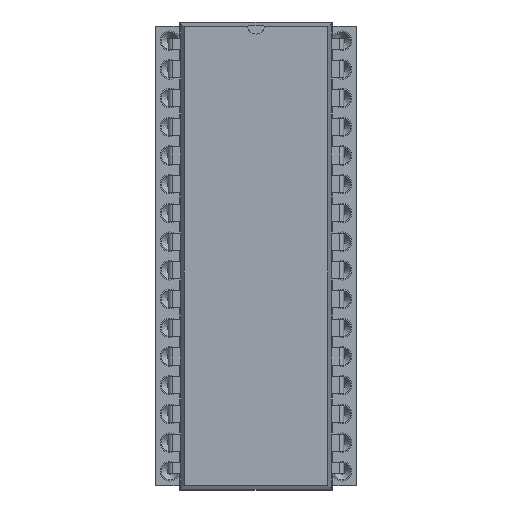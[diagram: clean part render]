
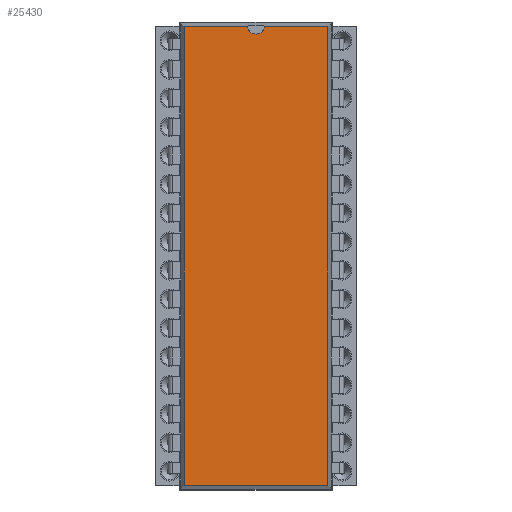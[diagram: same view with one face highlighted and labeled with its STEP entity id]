
A CAD part, top view. The second image highlights one B-rep face of the part: STEP entity #25430.
In plain terms, the highlighted planar face has unit normal (0, 0, 1).
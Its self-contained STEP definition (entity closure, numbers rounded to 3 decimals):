
#18634 = VERTEX_POINT('',#18635);
#18635 = CARTESIAN_POINT('',(13.952,1.252,3.68));
#18640 = EDGE_CURVE('',#18641,#18634,#18643,.T.);
#18641 = VERTEX_POINT('',#18642);
#18642 = CARTESIAN_POINT('',(13.952,-39.352,3.68));
#18643 = LINE('',#18644,#18645);
#18644 = CARTESIAN_POINT('',(13.952,-39.352,3.68));
#18645 = VECTOR('',#18646,1.);
#18646 = DIRECTION('',(0.,1.,0.));
#21800 = VERTEX_POINT('',#21801);
#21801 = CARTESIAN_POINT('',(1.288,1.252,3.68));
#21806 = EDGE_CURVE('',#21807,#21800,#21809,.T.);
#21807 = VERTEX_POINT('',#21808);
#21808 = CARTESIAN_POINT('',(6.874,1.252,3.68));
#21809 = LINE('',#21810,#21811);
#21810 = CARTESIAN_POINT('',(13.952,1.252,3.68));
#21811 = VECTOR('',#21812,1.);
#21812 = DIRECTION('',(-1.,0.,0.));
#22027 = VERTEX_POINT('',#22028);
#22028 = CARTESIAN_POINT('',(8.366,1.252,3.68));
#22132 = EDGE_CURVE('',#18634,#22027,#22133,.T.);
#22133 = LINE('',#22134,#22135);
#22134 = CARTESIAN_POINT('',(13.952,1.252,3.68));
#22135 = VECTOR('',#22136,1.);
#22136 = DIRECTION('',(-1.,0.,0.));
#22260 = VERTEX_POINT('',#22261);
#22261 = CARTESIAN_POINT('',(1.288,-39.352,3.68));
#22266 = EDGE_CURVE('',#21800,#22260,#22267,.T.);
#22267 = LINE('',#22268,#22269);
#22268 = CARTESIAN_POINT('',(1.288,1.252,3.68));
#22269 = VECTOR('',#22270,1.);
#22270 = DIRECTION('',(0.,-1.,0.));
#25419 = EDGE_CURVE('',#22260,#18641,#25420,.T.);
#25420 = LINE('',#25421,#25422);
#25421 = CARTESIAN_POINT('',(1.288,-39.352,3.68));
#25422 = VECTOR('',#25423,1.);
#25423 = DIRECTION('',(1.,0.,0.));
#25430 = ADVANCED_FACE('',(#25431),#25454,.F.);
#25431 = FACE_BOUND('',#25432,.F.);
#25432 = EDGE_LOOP('',(#25433,#25434,#25435,#25436,#25437,#25446,#25453)
  );
#25433 = ORIENTED_EDGE('',*,*,#18640,.F.);
#25434 = ORIENTED_EDGE('',*,*,#25419,.F.);
#25435 = ORIENTED_EDGE('',*,*,#22266,.F.);
#25436 = ORIENTED_EDGE('',*,*,#21806,.F.);
#25437 = ORIENTED_EDGE('',*,*,#25438,.F.);
#25438 = EDGE_CURVE('',#25439,#21807,#25441,.T.);
#25439 = VERTEX_POINT('',#25440);
#25440 = CARTESIAN_POINT('',(7.62,0.577,3.68));
#25441 = CIRCLE('',#25442,0.75);
#25442 = AXIS2_PLACEMENT_3D('',#25443,#25444,#25445);
#25443 = CARTESIAN_POINT('',(7.62,1.327,3.68));
#25444 = DIRECTION('',(0.,-0.,-1.));
#25445 = DIRECTION('',(0.,-1.,0.));
#25446 = ORIENTED_EDGE('',*,*,#25447,.F.);
#25447 = EDGE_CURVE('',#22027,#25439,#25448,.T.);
#25448 = CIRCLE('',#25449,0.75);
#25449 = AXIS2_PLACEMENT_3D('',#25450,#25451,#25452);
#25450 = CARTESIAN_POINT('',(7.62,1.327,3.68));
#25451 = DIRECTION('',(0.,-0.,-1.));
#25452 = DIRECTION('',(0.,-1.,0.));
#25453 = ORIENTED_EDGE('',*,*,#22132,.F.);
#25454 = PLANE('',#25455);
#25455 = AXIS2_PLACEMENT_3D('',#25456,#25457,#25458);
#25456 = CARTESIAN_POINT('',(13.952,-39.352,3.68));
#25457 = DIRECTION('',(-0.,0.,-1.));
#25458 = DIRECTION('',(-0.298,0.955,0.));
